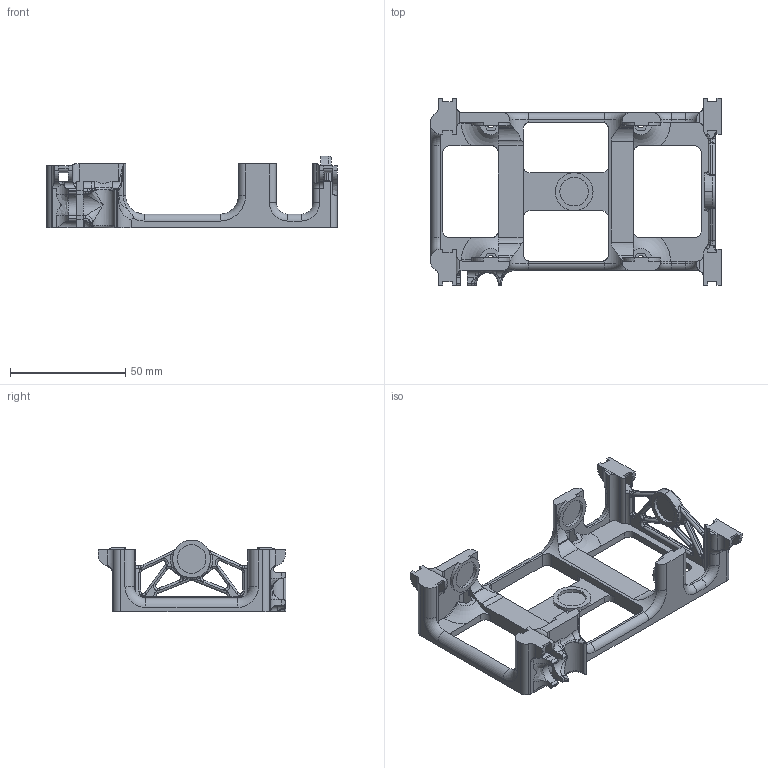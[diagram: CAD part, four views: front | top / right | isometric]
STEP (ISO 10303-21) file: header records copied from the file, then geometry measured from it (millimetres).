
FILE_DESCRIPTION (( 'STEP AP214' ), '1' );
FILE_NAME ('hex_stack_a.STEP', '2023-07-17T12:01:28', ( '' ), ( '' ), 'SwSTEP 2.0', 'SolidWorks 2022', '' );
FILE_SCHEMA (( 'AUTOMOTIVE_DESIGN' ));
Length unit declared in the file: millimetre
Products named in the file (1): hex_stack_a
Bounding box: 126 x 81.5 x 31.2 mm (x, y, z)
Volume: 37399.6 mm3; surface area: 27172 mm2
Topology: 1 solids, 1 shells, 588 faces, 1611 edges, 1001 vertices
Faces by surface type: cylinder 226, plane 223, torus 79, bspline 59, sphere 1
Entity records: 21721 total; most frequent: CARTESIAN_POINT 6983, ORIENTED_EDGE 3206, DIRECTION 3035, EDGE_CURVE 1603, AXIS2_PLACEMENT_3D 1111, VERTEX_POINT 1001, LINE 813, VECTOR 813
